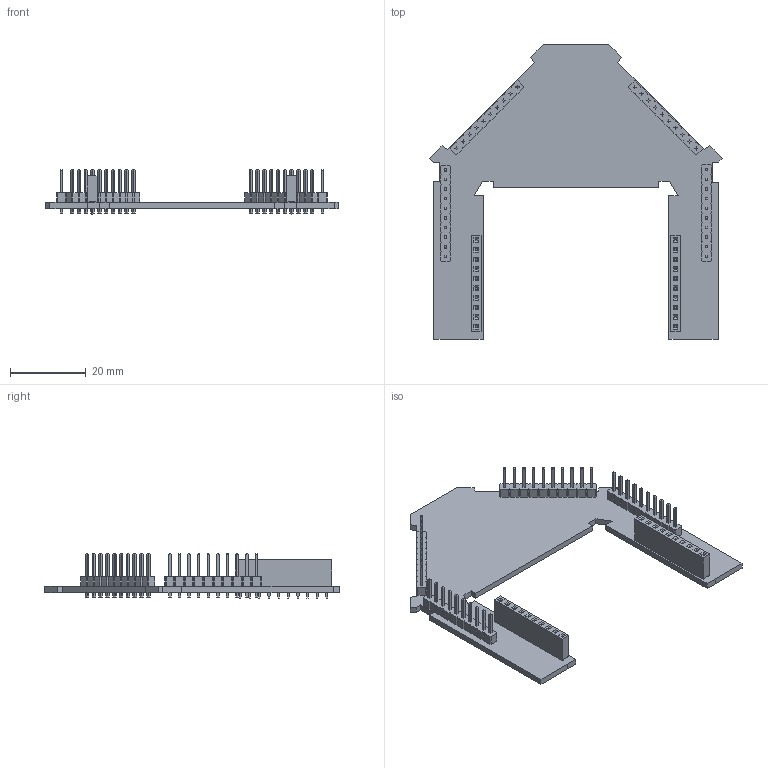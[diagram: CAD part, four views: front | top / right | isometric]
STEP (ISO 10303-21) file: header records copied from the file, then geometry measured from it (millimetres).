
FILE_DESCRIPTION(('KiCad electronic assembly'),'2;1');
FILE_NAME('FirePlaceFrontwall.step','2021-12-11T10:52:50',('An Author'), ('A Company'),'Open CASCADE STEP processor 6.9', 'KiCad to STEP converter','Unknown');
FILE_SCHEMA(('AUTOMOTIVE_DESIGN { 1 0 10303 214 1 1 1 1 }'));
Length unit declared in the file: millimetre
Products named in the file (6): Open CASCADE STEP translator 6.9 1; PinHeader_1x10_P2.54mm_Vertical; SOLID; PinSocket_1x10_P2.54mm_Vertical; COMPOUND
Assembly tree (9 placements, depth 3):
  Open CASCADE STEP translator 6.9 1
    PinHeader_1x10_P2.54mm_Vertical  x4
      SOLID
    PinSocket_1x10_P2.54mm_Vertical  x2
      SOLID
    COMPOUND
Bounding box: 77.26 x 77.73 x 11.64 mm (x, y, z)
Volume: 6200.1 mm3; surface area: 10087.2 mm2
Topology: 7 solids, 7 shells, 1718 faces, 4292 edges, 2728 vertices
Faces by surface type: plane 1658, cylinder 60
Full cylindrical faces by diameter (mm): 1 x60
Entity records: 46663 total; most frequent: CARTESIAN_POINT 7626, DIRECTION 6482, LINE 4890, VECTOR 4890, ORIENTED_EDGE 3420, PCURVE 3420, DEFINITIONAL_REPRESENTATION 3420, EDGE_CURVE 1710
